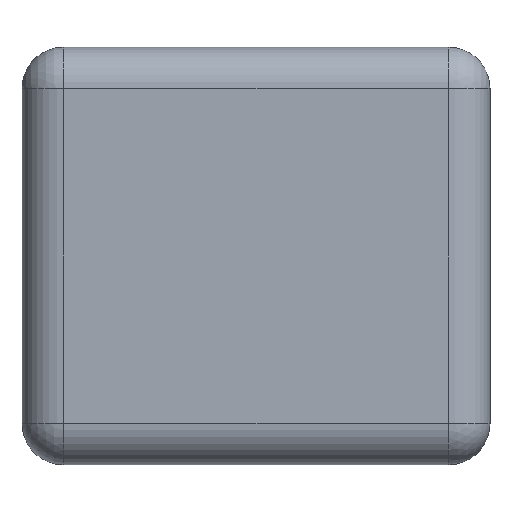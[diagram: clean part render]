
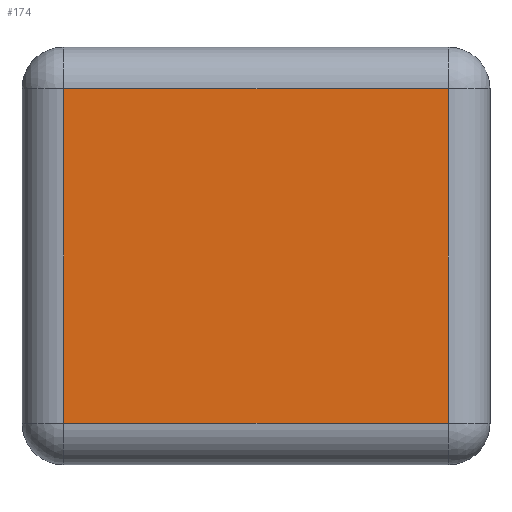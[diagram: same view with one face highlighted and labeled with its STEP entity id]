
A CAD part, left-side view. The second image highlights one B-rep face of the part: STEP entity #174.
In plain terms, the highlighted planar face has unit normal (-1, 0, 0).
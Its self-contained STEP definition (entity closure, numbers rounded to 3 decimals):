
#7 = VERTEX_POINT ( 'NONE', #289 ) ;
#8 = ORIENTED_EDGE ( 'NONE', *, *, #9, .T. ) ;
#9 = EDGE_CURVE ( 'NONE', #7, #178, #288, .T. ) ;
#10 = EDGE_CURVE ( 'NONE', #182, #7, #284, .T. ) ;
#174 = ADVANCED_FACE ( 'NONE', ( #803 ), #845, .F. ) ;
#175 = EDGE_LOOP ( 'NONE', ( #176, #180, #183, #8 ) ) ;
#176 = ORIENTED_EDGE ( 'NONE', *, *, #177, .T. ) ;
#177 = EDGE_CURVE ( 'NONE', #178, #179, #840, .T. ) ;
#178 = VERTEX_POINT ( 'NONE', #836 ) ;
#179 = VERTEX_POINT ( 'NONE', #835 ) ;
#180 = ORIENTED_EDGE ( 'NONE', *, *, #181, .T. ) ;
#181 = EDGE_CURVE ( 'NONE', #179, #182, #834, .T. ) ;
#182 = VERTEX_POINT ( 'NONE', #830 ) ;
#183 = ORIENTED_EDGE ( 'NONE', *, *, #10, .T. ) ;
#281 = DIRECTION ( 'NONE',  ( 0., -1., 0. ) ) ;
#282 = VECTOR ( 'NONE', #281, 1000. ) ;
#283 = CARTESIAN_POINT ( 'NONE',  ( -0.5, 0.56, -0.2 ) ) ;
#284 = LINE ( 'NONE', #283, #282 ) ;
#285 = DIRECTION ( 'NONE',  ( 0., 0., 1. ) ) ;
#286 = VECTOR ( 'NONE', #285, 1000. ) ;
#287 = CARTESIAN_POINT ( 'NONE',  ( -0.5, 0.05, 0.25 ) ) ;
#288 = LINE ( 'NONE', #287, #286 ) ;
#289 = CARTESIAN_POINT ( 'NONE',  ( -0.5, 0.05, -0.2 ) ) ;
#803 = FACE_OUTER_BOUND ( 'NONE', #175, .T. ) ;
#830 = CARTESIAN_POINT ( 'NONE',  ( -0.5, 0.51, -0.2 ) ) ;
#831 = DIRECTION ( 'NONE',  ( 0., 0., -1. ) ) ;
#832 = VECTOR ( 'NONE', #831, 1000. ) ;
#833 = CARTESIAN_POINT ( 'NONE',  ( -0.5, 0.51, 0.25 ) ) ;
#834 = LINE ( 'NONE', #833, #832 ) ;
#835 = CARTESIAN_POINT ( 'NONE',  ( -0.5, 0.51, 0.2 ) ) ;
#836 = CARTESIAN_POINT ( 'NONE',  ( -0.5, 0.05, 0.2 ) ) ;
#837 = DIRECTION ( 'NONE',  ( 0., 1., 0. ) ) ;
#838 = VECTOR ( 'NONE', #837, 1000. ) ;
#839 = CARTESIAN_POINT ( 'NONE',  ( -0.5, 0.56, 0.2 ) ) ;
#840 = LINE ( 'NONE', #839, #838 ) ;
#841 = DIRECTION ( 'NONE',  ( 0., 0., -1. ) ) ;
#842 = DIRECTION ( 'NONE',  ( 1., 0., 0. ) ) ;
#843 = CARTESIAN_POINT ( 'NONE',  ( -0.5, 0.56, 0.25 ) ) ;
#844 = AXIS2_PLACEMENT_3D ( 'NONE', #843, #842, #841 ) ;
#845 = PLANE ( 'NONE',  #844 ) ;
